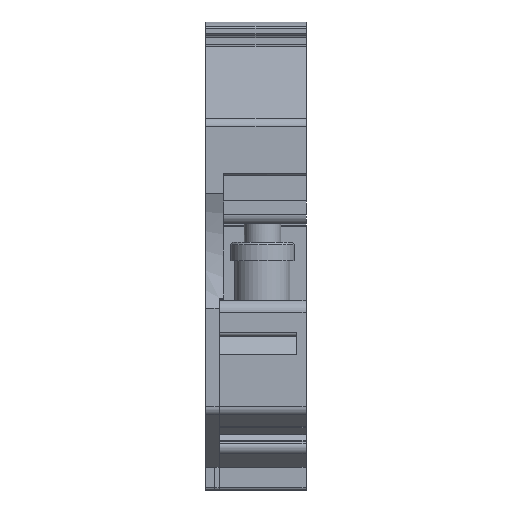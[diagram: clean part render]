
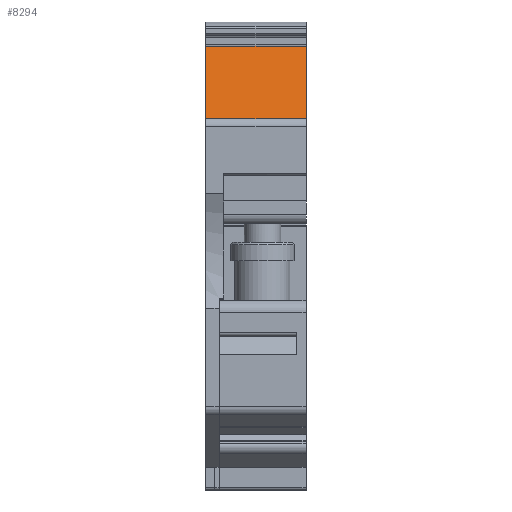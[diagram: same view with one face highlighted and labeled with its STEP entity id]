
A CAD part, left-side view. The second image highlights one B-rep face of the part: STEP entity #8294.
In plain terms, the highlighted planar face has unit normal (-0.517, 0, 0.856).
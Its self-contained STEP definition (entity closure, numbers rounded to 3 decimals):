
#157=LINE('',#10669,#796);
#768=LINE('',#12310,#1407);
#769=LINE('',#12312,#1408);
#770=LINE('',#12314,#1409);
#796=VECTOR('',#8945,1000.);
#1407=VECTOR('',#10508,1000.);
#1408=VECTOR('',#10511,1000.);
#1409=VECTOR('',#10512,1000.);
#3009=ORIENTED_EDGE('',*,*,#3184,.T.);
#3010=ORIENTED_EDGE('',*,*,#3992,.F.);
#3011=ORIENTED_EDGE('',*,*,#3993,.F.);
#3012=ORIENTED_EDGE('',*,*,#3994,.T.);
#3184=EDGE_CURVE('',#4049,#4048,#157,.T.);
#3992=EDGE_CURVE('',#4591,#4048,#768,.T.);
#3993=EDGE_CURVE('',#4592,#4591,#769,.T.);
#3994=EDGE_CURVE('',#4592,#4049,#770,.T.);
#4048=VERTEX_POINT('',#10668);
#4049=VERTEX_POINT('',#10670);
#4591=VERTEX_POINT('',#12309);
#4592=VERTEX_POINT('',#12313);
#5163=EDGE_LOOP('',(#3009,#3010,#3011,#3012));
#5531=FACE_BOUND('',#5163,.T.);
#5757=PLANE('',#8832);
#8294=ADVANCED_FACE('',(#5531),#5757,.F.);
#8832=AXIS2_PLACEMENT_3D('',#12311,#10509,#10510);
#8945=DIRECTION('',(-0.856,0.,-0.517));
#10508=DIRECTION('',(0.,1.,0.));
#10509=DIRECTION('',(0.517,0.,-0.856));
#10510=DIRECTION('',(-0.856,0.,-0.517));
#10511=DIRECTION('',(-0.856,0.,-0.517));
#10512=DIRECTION('',(0.,1.,0.));
#10668=CARTESIAN_POINT('',(-34.017,0.,14.936));
#10669=CARTESIAN_POINT('',(-34.017,0.,14.936));
#10670=CARTESIAN_POINT('',(-20.916,0.,22.844));
#12309=CARTESIAN_POINT('',(-34.017,-11.,14.936));
#12310=CARTESIAN_POINT('',(-34.017,-11.,14.936));
#12311=CARTESIAN_POINT('',(-34.017,-11.,14.936));
#12312=CARTESIAN_POINT('',(-34.017,-11.,14.936));
#12313=CARTESIAN_POINT('',(-20.916,-11.,22.844));
#12314=CARTESIAN_POINT('',(-20.916,-11.,22.844));
